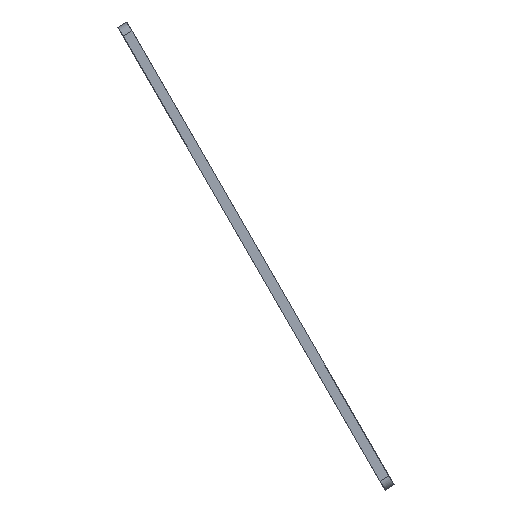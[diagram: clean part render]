
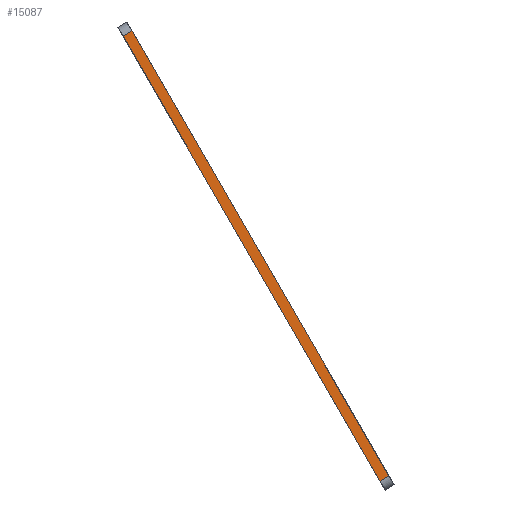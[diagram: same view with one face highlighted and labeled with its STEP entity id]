
A CAD part, left-side view. The second image highlights one B-rep face of the part: STEP entity #15087.
In plain terms, the highlighted planar face has unit normal (-1, 0, 0).
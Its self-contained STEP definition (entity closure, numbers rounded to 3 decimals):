
#37 = DIRECTION ( 'NONE',  ( 0., -0.866, 0.5 ) ) ;
#292 = CARTESIAN_POINT ( 'NONE',  ( -646., 373.216, 785.76 ) ) ;
#1585 = CARTESIAN_POINT ( 'NONE',  ( -646., -130.284, -86.327 ) ) ;
#1690 = CARTESIAN_POINT ( 'NONE',  ( -646., 400.536, 793.081 ) ) ;
#1768 = FACE_OUTER_BOUND ( 'NONE', #16663, .T. ) ;
#1878 = CARTESIAN_POINT ( 'NONE',  ( -646., -112.964, -96.327 ) ) ;
#2771 = VERTEX_POINT ( 'NONE', #292 ) ;
#3662 = VERTEX_POINT ( 'NONE', #1878 ) ;
#3681 = LINE ( 'NONE', #3845, #3943 ) ;
#3845 = CARTESIAN_POINT ( 'NONE',  ( -646., 390.536, 775.76 ) ) ;
#3943 = VECTOR ( 'NONE', #10046, 1000. ) ;
#4361 = EDGE_CURVE ( 'NONE', #3662, #6933, #5448, .T. ) ;
#5201 = DIRECTION ( 'NONE',  ( 0., -0.5, -0.866 ) ) ;
#5448 = LINE ( 'NONE', #1585, #13234 ) ;
#5593 = EDGE_CURVE ( 'NONE', #2771, #6933, #8036, .T. ) ;
#6244 = EDGE_CURVE ( 'NONE', #9821, #3662, #10063, .T. ) ;
#6640 = VECTOR ( 'NONE', #5201, 1000. ) ;
#6826 = ORIENTED_EDGE ( 'NONE', *, *, #6244, .T. ) ;
#6828 = CARTESIAN_POINT ( 'NONE',  ( -646., 383.216, 803.081 ) ) ;
#6933 = VERTEX_POINT ( 'NONE', #10758 ) ;
#7012 = PLANE ( 'NONE',  #13712 ) ;
#8036 = LINE ( 'NONE', #6828, #6640 ) ;
#9821 = VERTEX_POINT ( 'NONE', #15582 ) ;
#10046 = DIRECTION ( 'NONE',  ( 0., 0.866, -0.5 ) ) ;
#10063 = LINE ( 'NONE', #15319, #16835 ) ;
#10064 = EDGE_CURVE ( 'NONE', #2771, #9821, #3681, .T. ) ;
#10758 = CARTESIAN_POINT ( 'NONE',  ( -646., -130.284, -86.327 ) ) ;
#11062 = DIRECTION ( 'NONE',  ( 0., 0., 1. ) ) ;
#11143 = DIRECTION ( 'NONE',  ( -1., 0., 0. ) ) ;
#11441 = DIRECTION ( 'NONE',  ( 0., -0.5, -0.866 ) ) ;
#13234 = VECTOR ( 'NONE', #37, 1000. ) ;
#13712 = AXIS2_PLACEMENT_3D ( 'NONE', #1690, #11143, #11062 ) ;
#14863 = ORIENTED_EDGE ( 'NONE', *, *, #5593, .F. ) ;
#15087 = ADVANCED_FACE ( 'NONE', ( #1768 ), #7012, .T. ) ;
#15319 = CARTESIAN_POINT ( 'NONE',  ( -646., 400.536, 793.081 ) ) ;
#15582 = CARTESIAN_POINT ( 'NONE',  ( -646., 390.536, 775.76 ) ) ;
#15936 = ORIENTED_EDGE ( 'NONE', *, *, #10064, .T. ) ;
#16663 = EDGE_LOOP ( 'NONE', ( #14863, #15936, #6826, #16704 ) ) ;
#16704 = ORIENTED_EDGE ( 'NONE', *, *, #4361, .T. ) ;
#16835 = VECTOR ( 'NONE', #11441, 1000. ) ;
